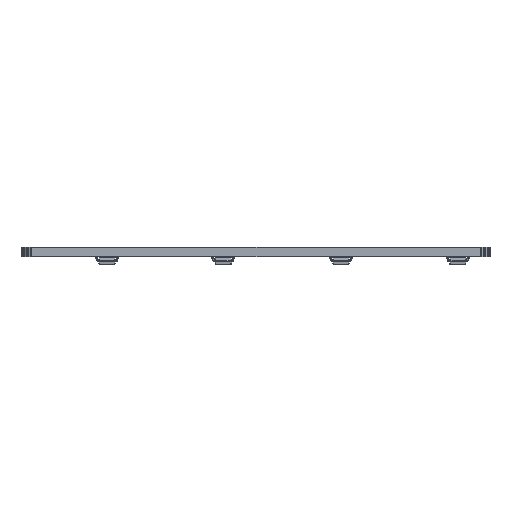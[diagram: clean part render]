
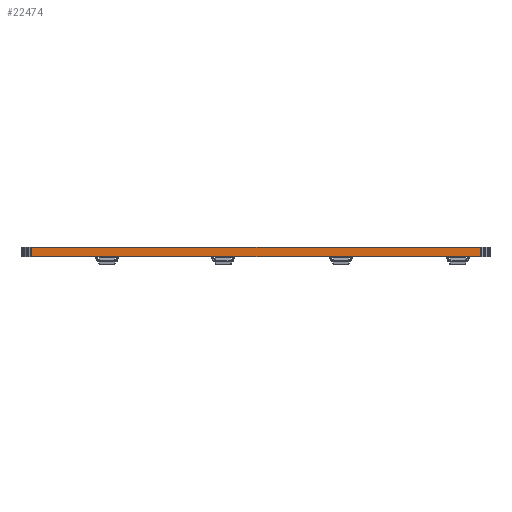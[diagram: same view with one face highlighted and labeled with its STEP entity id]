
A CAD part, left-side view. The second image highlights one B-rep face of the part: STEP entity #22474.
In plain terms, the highlighted planar face has unit normal (-1, 0, 0).
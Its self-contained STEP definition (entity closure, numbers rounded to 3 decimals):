
#4434 = PLANE('',#4435);
#4435 = AXIS2_PLACEMENT_3D('',#4436,#4437,#4438);
#4436 = CARTESIAN_POINT('',(48.816,-38.1,1.58));
#4437 = DIRECTION('',(-0.,-0.,-1.));
#4438 = DIRECTION('',(-1.,0.,0.));
#4488 = PLANE('',#4489);
#4489 = AXIS2_PLACEMENT_3D('',#4490,#4491,#4492);
#4490 = CARTESIAN_POINT('',(48.816,-38.1,0.));
#4491 = DIRECTION('',(-0.,-0.,-1.));
#4492 = DIRECTION('',(-1.,0.,0.));
#5437 = VERTEX_POINT('',#5438);
#5438 = CARTESIAN_POINT('',(0.,-74.613,0.));
#5452 = PLANE('',#5453);
#5453 = AXIS2_PLACEMENT_3D('',#5454,#5455,#5456);
#5454 = CARTESIAN_POINT('',(0.02,-74.861,0.));
#5455 = DIRECTION('',(-0.997,-0.078,0.));
#5456 = DIRECTION('',(-0.078,0.997,0.));
#5464 = EDGE_CURVE('',#5437,#5465,#5467,.T.);
#5465 = VERTEX_POINT('',#5466);
#5466 = CARTESIAN_POINT('',(0.,-1.588,0.));
#5467 = SURFACE_CURVE('',#5468,(#5472,#5479),.PCURVE_S1.);
#5468 = LINE('',#5469,#5470);
#5469 = CARTESIAN_POINT('',(0.,-74.613,0.));
#5470 = VECTOR('',#5471,1.);
#5471 = DIRECTION('',(0.,1.,0.));
#5472 = PCURVE('',#4488,#5473);
#5473 = DEFINITIONAL_REPRESENTATION('',(#5474),#5478);
#5474 = LINE('',#5475,#5476);
#5475 = CARTESIAN_POINT('',(48.816,-36.513));
#5476 = VECTOR('',#5477,1.);
#5477 = DIRECTION('',(0.,1.));
#5478 = ( GEOMETRIC_REPRESENTATION_CONTEXT(2) 
PARAMETRIC_REPRESENTATION_CONTEXT() REPRESENTATION_CONTEXT('2D SPACE',''
  ) );
#5479 = PCURVE('',#5480,#5485);
#5480 = PLANE('',#5481);
#5481 = AXIS2_PLACEMENT_3D('',#5482,#5483,#5484);
#5482 = CARTESIAN_POINT('',(0.,-74.613,0.));
#5483 = DIRECTION('',(-1.,0.,0.));
#5484 = DIRECTION('',(0.,1.,0.));
#5485 = DEFINITIONAL_REPRESENTATION('',(#5486),#5490);
#5486 = LINE('',#5487,#5488);
#5487 = CARTESIAN_POINT('',(0.,0.));
#5488 = VECTOR('',#5489,1.);
#5489 = DIRECTION('',(1.,0.));
#5490 = ( GEOMETRIC_REPRESENTATION_CONTEXT(2) 
PARAMETRIC_REPRESENTATION_CONTEXT() REPRESENTATION_CONTEXT('2D SPACE',''
  ) );
#5508 = PLANE('',#5509);
#5509 = AXIS2_PLACEMENT_3D('',#5510,#5511,#5512);
#5510 = CARTESIAN_POINT('',(0.,-1.588,0.));
#5511 = DIRECTION('',(-0.997,0.079,0.));
#5512 = DIRECTION('',(0.079,0.997,0.));
#14574 = VERTEX_POINT('',#14575);
#14575 = CARTESIAN_POINT('',(0.,-74.613,1.58));
#14596 = EDGE_CURVE('',#14574,#14597,#14599,.T.);
#14597 = VERTEX_POINT('',#14598);
#14598 = CARTESIAN_POINT('',(0.,-1.588,1.58));
#14599 = SURFACE_CURVE('',#14600,(#14604,#14611),.PCURVE_S1.);
#14600 = LINE('',#14601,#14602);
#14601 = CARTESIAN_POINT('',(0.,-74.613,1.58));
#14602 = VECTOR('',#14603,1.);
#14603 = DIRECTION('',(0.,1.,0.));
#14604 = PCURVE('',#4434,#14605);
#14605 = DEFINITIONAL_REPRESENTATION('',(#14606),#14610);
#14606 = LINE('',#14607,#14608);
#14607 = CARTESIAN_POINT('',(48.816,-36.513));
#14608 = VECTOR('',#14609,1.);
#14609 = DIRECTION('',(0.,1.));
#14610 = ( GEOMETRIC_REPRESENTATION_CONTEXT(2) 
PARAMETRIC_REPRESENTATION_CONTEXT() REPRESENTATION_CONTEXT('2D SPACE',''
  ) );
#14611 = PCURVE('',#5480,#14612);
#14612 = DEFINITIONAL_REPRESENTATION('',(#14613),#14617);
#14613 = LINE('',#14614,#14615);
#14614 = CARTESIAN_POINT('',(0.,-1.58));
#14615 = VECTOR('',#14616,1.);
#14616 = DIRECTION('',(1.,0.));
#14617 = ( GEOMETRIC_REPRESENTATION_CONTEXT(2) 
PARAMETRIC_REPRESENTATION_CONTEXT() REPRESENTATION_CONTEXT('2D SPACE',''
  ) );
#22424 = EDGE_CURVE('',#5465,#14597,#22425,.T.);
#22425 = SURFACE_CURVE('',#22426,(#22430,#22437),.PCURVE_S1.);
#22426 = LINE('',#22427,#22428);
#22427 = CARTESIAN_POINT('',(0.,-1.588,0.));
#22428 = VECTOR('',#22429,1.);
#22429 = DIRECTION('',(0.,0.,1.));
#22430 = PCURVE('',#5508,#22431);
#22431 = DEFINITIONAL_REPRESENTATION('',(#22432),#22436);
#22432 = LINE('',#22433,#22434);
#22433 = CARTESIAN_POINT('',(0.,0.));
#22434 = VECTOR('',#22435,1.);
#22435 = DIRECTION('',(0.,-1.));
#22436 = ( GEOMETRIC_REPRESENTATION_CONTEXT(2) 
PARAMETRIC_REPRESENTATION_CONTEXT() REPRESENTATION_CONTEXT('2D SPACE',''
  ) );
#22437 = PCURVE('',#5480,#22438);
#22438 = DEFINITIONAL_REPRESENTATION('',(#22439),#22443);
#22439 = LINE('',#22440,#22441);
#22440 = CARTESIAN_POINT('',(73.025,0.));
#22441 = VECTOR('',#22442,1.);
#22442 = DIRECTION('',(0.,-1.));
#22443 = ( GEOMETRIC_REPRESENTATION_CONTEXT(2) 
PARAMETRIC_REPRESENTATION_CONTEXT() REPRESENTATION_CONTEXT('2D SPACE',''
  ) );
#22474 = ADVANCED_FACE('',(#22475),#5480,.T.);
#22475 = FACE_BOUND('',#22476,.T.);
#22476 = EDGE_LOOP('',(#22477,#22498,#22499,#22500));
#22477 = ORIENTED_EDGE('',*,*,#22478,.T.);
#22478 = EDGE_CURVE('',#5437,#14574,#22479,.T.);
#22479 = SURFACE_CURVE('',#22480,(#22484,#22491),.PCURVE_S1.);
#22480 = LINE('',#22481,#22482);
#22481 = CARTESIAN_POINT('',(0.,-74.613,0.));
#22482 = VECTOR('',#22483,1.);
#22483 = DIRECTION('',(0.,0.,1.));
#22484 = PCURVE('',#5480,#22485);
#22485 = DEFINITIONAL_REPRESENTATION('',(#22486),#22490);
#22486 = LINE('',#22487,#22488);
#22487 = CARTESIAN_POINT('',(0.,0.));
#22488 = VECTOR('',#22489,1.);
#22489 = DIRECTION('',(0.,-1.));
#22490 = ( GEOMETRIC_REPRESENTATION_CONTEXT(2) 
PARAMETRIC_REPRESENTATION_CONTEXT() REPRESENTATION_CONTEXT('2D SPACE',''
  ) );
#22491 = PCURVE('',#5452,#22492);
#22492 = DEFINITIONAL_REPRESENTATION('',(#22493),#22497);
#22493 = LINE('',#22494,#22495);
#22494 = CARTESIAN_POINT('',(0.249,0.));
#22495 = VECTOR('',#22496,1.);
#22496 = DIRECTION('',(0.,-1.));
#22497 = ( GEOMETRIC_REPRESENTATION_CONTEXT(2) 
PARAMETRIC_REPRESENTATION_CONTEXT() REPRESENTATION_CONTEXT('2D SPACE',''
  ) );
#22498 = ORIENTED_EDGE('',*,*,#14596,.T.);
#22499 = ORIENTED_EDGE('',*,*,#22424,.F.);
#22500 = ORIENTED_EDGE('',*,*,#5464,.F.);
